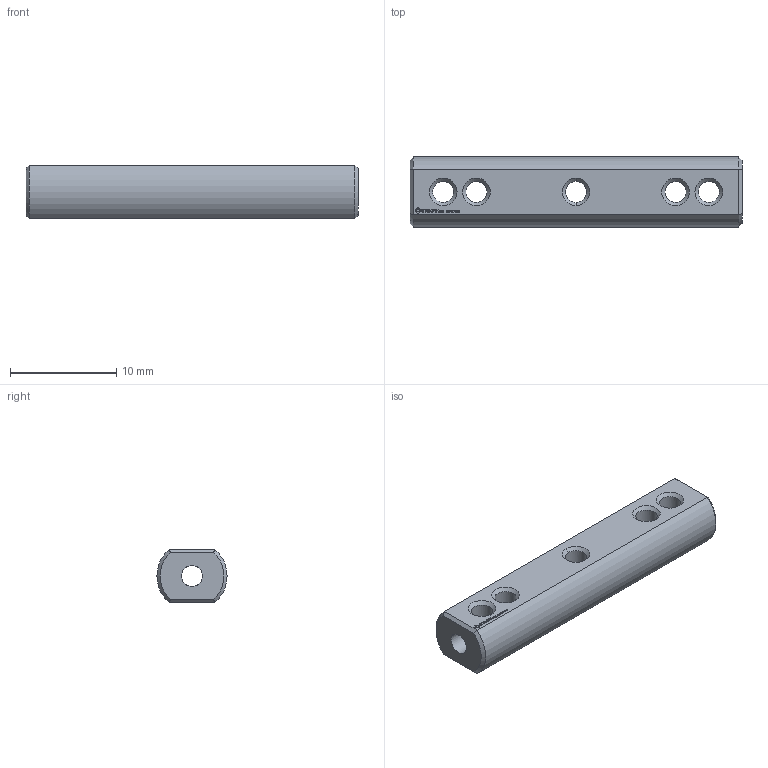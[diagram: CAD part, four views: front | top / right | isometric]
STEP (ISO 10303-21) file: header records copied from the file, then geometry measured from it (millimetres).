
FILE_DESCRIPTION(('FreeCAD Model'),'2;1');
FILE_NAME('Open CASCADE Shape Model','2024-02-04T22:02:33',(''),(''), 'Open CASCADE STEP processor 7.6','FreeCAD','Unknown');
FILE_SCHEMA(('AUTOMOTIVE_DESIGN { 1 0 10303 214 1 1 1 1 }'));
Length unit declared in the file: millimetre
Products named in the file (1): Shaft PLN BU02.50 - SPN-SFT-0010 (stemfie.org)
Bounding box: 31.25 x 6.6 x 5 mm (x, y, z)
Volume: 766.7 mm3; surface area: 902.4 mm2
Topology: 1 solids, 1 shells, 493 faces, 1383 edges, 913 vertices
Faces by surface type: plane 307, extrusion 152, cylinder 18, cone 16
Full cylindrical faces by diameter (mm): 2 x16
Entity records: 34800 total; most frequent: CARTESIAN_POINT 7854, DIRECTION 4360, VECTOR 3490, LINE 3338, ORIENTED_EDGE 2766, PCURVE 2766, DEFINITIONAL_REPRESENTATION 2766, EDGE_CURVE 1383
